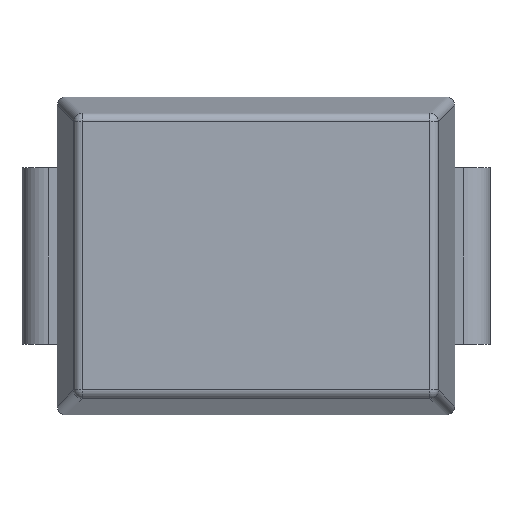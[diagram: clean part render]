
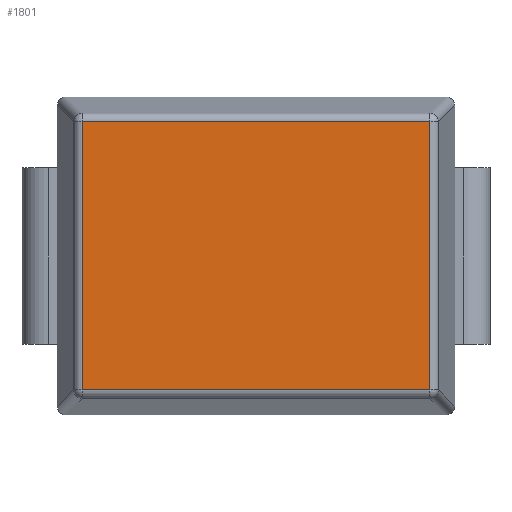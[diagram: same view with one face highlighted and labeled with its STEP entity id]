
A CAD part, top view. The second image highlights one B-rep face of the part: STEP entity #1801.
In plain terms, the highlighted planar face has unit normal (0, 0, 1).
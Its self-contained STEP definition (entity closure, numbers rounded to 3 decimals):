
#43 = ORIENTED_EDGE ( 'NONE', *, *, #568, .T. ) ;
#158 = CARTESIAN_POINT ( 'NONE',  ( -1.968, -1.602, 1.125 ) ) ;
#202 = VERTEX_POINT ( 'NONE', #3921 ) ;
#306 = VECTOR ( 'NONE', #3839, 1000. ) ;
#380 = CARTESIAN_POINT ( 'NONE',  ( -1.968, 1.518, 1.125 ) ) ;
#383 = VECTOR ( 'NONE', #1690, 1000. ) ;
#568 = EDGE_CURVE ( 'NONE', #202, #2444, #2552, .T. ) ;
#598 = VECTOR ( 'NONE', #3325, 1000. ) ;
#693 = AXIS2_PLACEMENT_3D ( 'NONE', #3070, #4442, #3095 ) ;
#792 = CARTESIAN_POINT ( 'NONE',  ( -2.052, 1.518, 1.125 ) ) ;
#1035 = ORIENTED_EDGE ( 'NONE', *, *, #4085, .T. ) ;
#1208 = FACE_OUTER_BOUND ( 'NONE', #4788, .T. ) ;
#1219 = VECTOR ( 'NONE', #5509, 1000. ) ;
#1439 = CARTESIAN_POINT ( 'NONE',  ( -1.968, -1.518, 1.125 ) ) ;
#1690 = DIRECTION ( 'NONE',  ( -1., 0., 0. ) ) ;
#1801 = ADVANCED_FACE ( 'NONE', ( #1208 ), #4899, .T. ) ;
#2125 = VERTEX_POINT ( 'NONE', #1439 ) ;
#2334 = LINE ( 'NONE', #3398, #306 ) ;
#2444 = VERTEX_POINT ( 'NONE', #380 ) ;
#2460 = LINE ( 'NONE', #5529, #1219 ) ;
#2552 = LINE ( 'NONE', #792, #383 ) ;
#3070 = CARTESIAN_POINT ( 'NONE',  ( 0., 0., 1.125 ) ) ;
#3095 = DIRECTION ( 'NONE',  ( 1., 0., 0. ) ) ;
#3325 = DIRECTION ( 'NONE',  ( 0., -1., 0. ) ) ;
#3398 = CARTESIAN_POINT ( 'NONE',  ( 2.052, -1.518, 1.125 ) ) ;
#3522 = VERTEX_POINT ( 'NONE', #4410 ) ;
#3839 = DIRECTION ( 'NONE',  ( 1., 0., 0. ) ) ;
#3851 = ORIENTED_EDGE ( 'NONE', *, *, #4859, .T. ) ;
#3921 = CARTESIAN_POINT ( 'NONE',  ( 1.968, 1.518, 1.125 ) ) ;
#4085 = EDGE_CURVE ( 'NONE', #2125, #3522, #2334, .T. ) ;
#4202 = ORIENTED_EDGE ( 'NONE', *, *, #4388, .T. ) ;
#4388 = EDGE_CURVE ( 'NONE', #2444, #2125, #4987, .T. ) ;
#4410 = CARTESIAN_POINT ( 'NONE',  ( 1.968, -1.518, 1.125 ) ) ;
#4442 = DIRECTION ( 'NONE',  ( 0., 0., 1. ) ) ;
#4788 = EDGE_LOOP ( 'NONE', ( #43, #4202, #1035, #3851 ) ) ;
#4859 = EDGE_CURVE ( 'NONE', #3522, #202, #2460, .T. ) ;
#4899 = PLANE ( 'NONE',  #693 ) ;
#4987 = LINE ( 'NONE', #158, #598 ) ;
#5509 = DIRECTION ( 'NONE',  ( 0., 1., 0. ) ) ;
#5529 = CARTESIAN_POINT ( 'NONE',  ( 1.968, 1.602, 1.125 ) ) ;
